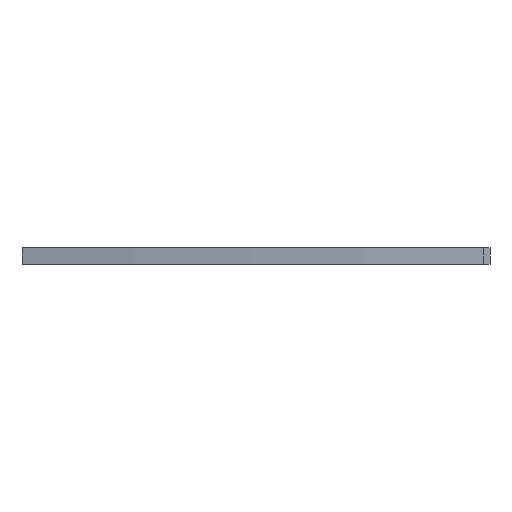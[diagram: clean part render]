
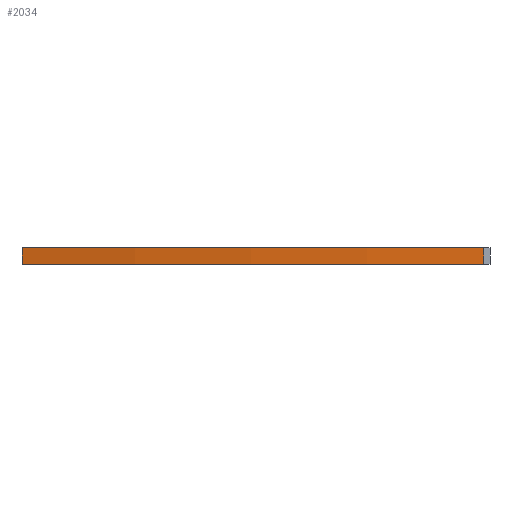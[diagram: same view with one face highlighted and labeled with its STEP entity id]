
A CAD part, left-side view. The second image highlights one B-rep face of the part: STEP entity #2034.
In plain terms, the highlighted cylindrical face has radius 216.1 mm (diameter 432.2 mm), a partial arc.
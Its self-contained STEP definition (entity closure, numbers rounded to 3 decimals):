
#44 = PLANE('',#45);
#45 = AXIS2_PLACEMENT_3D('',#46,#47,#48);
#46 = CARTESIAN_POINT('',(-7.742,30.498,1.1));
#47 = DIRECTION('',(0.,0.,1.));
#48 = DIRECTION('',(-0.28,-0.96,0.));
#100 = PLANE('',#101);
#101 = AXIS2_PLACEMENT_3D('',#102,#103,#104);
#102 = CARTESIAN_POINT('',(-7.742,30.498,-1.1));
#103 = DIRECTION('',(0.,0.,1.));
#104 = DIRECTION('',(-0.28,-0.96,0.));
#413 = VERTEX_POINT('',#414);
#414 = CARTESIAN_POINT('',(-11.134,30.654,1.1));
#428 = PLANE('',#429);
#429 = AXIS2_PLACEMENT_3D('',#430,#431,#432);
#430 = CARTESIAN_POINT('',(4.322,26.146,0.));
#431 = DIRECTION('',(0.28,0.96,0.));
#432 = DIRECTION('',(0.96,-0.28,0.));
#440 = EDGE_CURVE('',#441,#413,#443,.T.);
#441 = VERTEX_POINT('',#442);
#442 = CARTESIAN_POINT('',(-19.778,-29.854,1.1));
#443 = SURFACE_CURVE('',#444,(#449,#460),.PCURVE_S1.);
#444 = CIRCLE('',#445,216.1);
#445 = AXIS2_PLACEMENT_3D('',#446,#447,#448);
#446 = CARTESIAN_POINT('',(196.322,-29.854,1.1));
#447 = DIRECTION('',(0.,0.,-1.));
#448 = DIRECTION('',(-1.,0.,0.));
#449 = PCURVE('',#44,#450);
#450 = DEFINITIONAL_REPRESENTATION('',(#451),#459);
#451 = ( BOUNDED_CURVE() B_SPLINE_CURVE(2,(#452,#453,#454,#455,#456,#457
,#458),.UNSPECIFIED.,.T.,.F.) B_SPLINE_CURVE_WITH_KNOTS((1,2,2,2,2,1),(
    -2.094,0.,2.094,4.189,6.283,
8.378),.UNSPECIFIED.) CURVE() GEOMETRIC_REPRESENTATION_ITEM() 
RATIONAL_B_SPLINE_CURVE((1.,0.5,1.,0.5,1.,0.5,1.)) REPRESENTATION_ITEM(
  '') );
#452 = CARTESIAN_POINT('',(61.308,5.344));
#453 = CARTESIAN_POINT('',(-298.016,-99.459));
#454 = CARTESIAN_POINT('',(-209.116,264.127));
#455 = CARTESIAN_POINT('',(-120.216,627.712));
#456 = CARTESIAN_POINT('',(150.208,368.929));
#457 = CARTESIAN_POINT('',(420.632,110.147));
#458 = CARTESIAN_POINT('',(61.308,5.344));
#459 = ( GEOMETRIC_REPRESENTATION_CONTEXT(2) 
PARAMETRIC_REPRESENTATION_CONTEXT() REPRESENTATION_CONTEXT('2D SPACE',''
  ) );
#460 = PCURVE('',#461,#466);
#461 = CYLINDRICAL_SURFACE('',#462,216.1);
#462 = AXIS2_PLACEMENT_3D('',#463,#464,#465);
#463 = CARTESIAN_POINT('',(196.322,-29.854,-1.1));
#464 = DIRECTION('',(-0.,-0.,1.));
#465 = DIRECTION('',(-1.,0.,0.));
#466 = DEFINITIONAL_REPRESENTATION('',(#467),#471);
#467 = LINE('',#468,#469);
#468 = CARTESIAN_POINT('',(-0.,2.2));
#469 = VECTOR('',#470,1.);
#470 = DIRECTION('',(-1.,0.));
#471 = ( GEOMETRIC_REPRESENTATION_CONTEXT(2) 
PARAMETRIC_REPRESENTATION_CONTEXT() REPRESENTATION_CONTEXT('2D SPACE',''
  ) );
#489 = PLANE('',#490);
#490 = AXIS2_PLACEMENT_3D('',#491,#492,#493);
#491 = CARTESIAN_POINT('',(-3.678,-29.854,0.));
#492 = DIRECTION('',(0.,1.,0.));
#493 = DIRECTION('',(1.,0.,0.));
#1158 = VERTEX_POINT('',#1159);
#1159 = CARTESIAN_POINT('',(-11.134,30.654,-1.1));
#1180 = EDGE_CURVE('',#1181,#1158,#1183,.T.);
#1181 = VERTEX_POINT('',#1182);
#1182 = CARTESIAN_POINT('',(-19.778,-29.854,-1.1));
#1183 = SURFACE_CURVE('',#1184,(#1189,#1200),.PCURVE_S1.);
#1184 = CIRCLE('',#1185,216.1);
#1185 = AXIS2_PLACEMENT_3D('',#1186,#1187,#1188);
#1186 = CARTESIAN_POINT('',(196.322,-29.854,-1.1));
#1187 = DIRECTION('',(0.,0.,-1.));
#1188 = DIRECTION('',(-1.,0.,0.));
#1189 = PCURVE('',#100,#1190);
#1190 = DEFINITIONAL_REPRESENTATION('',(#1191),#1199);
#1191 = ( BOUNDED_CURVE() B_SPLINE_CURVE(2,(#1192,#1193,#1194,#1195,
#1196,#1197,#1198),.UNSPECIFIED.,.T.,.F.) B_SPLINE_CURVE_WITH_KNOTS((1,2
    ,2,2,2,1),(-2.094,0.,2.094,4.189,
6.283,8.378),.UNSPECIFIED.) CURVE() 
GEOMETRIC_REPRESENTATION_ITEM() RATIONAL_B_SPLINE_CURVE((1.,0.5,1.,0.5,
1.,0.5,1.)) REPRESENTATION_ITEM('') );
#1192 = CARTESIAN_POINT('',(61.308,5.344));
#1193 = CARTESIAN_POINT('',(-298.016,-99.459));
#1194 = CARTESIAN_POINT('',(-209.116,264.127));
#1195 = CARTESIAN_POINT('',(-120.216,627.712));
#1196 = CARTESIAN_POINT('',(150.208,368.929));
#1197 = CARTESIAN_POINT('',(420.632,110.147));
#1198 = CARTESIAN_POINT('',(61.308,5.344));
#1199 = ( GEOMETRIC_REPRESENTATION_CONTEXT(2) 
PARAMETRIC_REPRESENTATION_CONTEXT() REPRESENTATION_CONTEXT('2D SPACE',''
  ) );
#1200 = PCURVE('',#461,#1201);
#1201 = DEFINITIONAL_REPRESENTATION('',(#1202),#1206);
#1202 = LINE('',#1203,#1204);
#1203 = CARTESIAN_POINT('',(-0.,0.));
#1204 = VECTOR('',#1205,1.);
#1205 = DIRECTION('',(-1.,0.));
#1206 = ( GEOMETRIC_REPRESENTATION_CONTEXT(2) 
PARAMETRIC_REPRESENTATION_CONTEXT() REPRESENTATION_CONTEXT('2D SPACE',''
  ) );
#2013 = EDGE_CURVE('',#1181,#441,#2014,.T.);
#2014 = SURFACE_CURVE('',#2015,(#2019,#2026),.PCURVE_S1.);
#2015 = LINE('',#2016,#2017);
#2016 = CARTESIAN_POINT('',(-19.778,-29.854,-1.1));
#2017 = VECTOR('',#2018,1.);
#2018 = DIRECTION('',(-0.,-0.,1.));
#2019 = PCURVE('',#489,#2020);
#2020 = DEFINITIONAL_REPRESENTATION('',(#2021),#2025);
#2021 = LINE('',#2022,#2023);
#2022 = CARTESIAN_POINT('',(-16.1,1.1));
#2023 = VECTOR('',#2024,1.);
#2024 = DIRECTION('',(0.,-1.));
#2025 = ( GEOMETRIC_REPRESENTATION_CONTEXT(2) 
PARAMETRIC_REPRESENTATION_CONTEXT() REPRESENTATION_CONTEXT('2D SPACE',''
  ) );
#2026 = PCURVE('',#461,#2027);
#2027 = DEFINITIONAL_REPRESENTATION('',(#2028),#2032);
#2028 = LINE('',#2029,#2030);
#2029 = CARTESIAN_POINT('',(-0.,0.));
#2030 = VECTOR('',#2031,1.);
#2031 = DIRECTION('',(-0.,1.));
#2032 = ( GEOMETRIC_REPRESENTATION_CONTEXT(2) 
PARAMETRIC_REPRESENTATION_CONTEXT() REPRESENTATION_CONTEXT('2D SPACE',''
  ) );
#2034 = ADVANCED_FACE('',(#2035),#461,.T.);
#2035 = FACE_BOUND('',#2036,.F.);
#2036 = EDGE_LOOP('',(#2037,#2038,#2059,#2060));
#2037 = ORIENTED_EDGE('',*,*,#1180,.T.);
#2038 = ORIENTED_EDGE('',*,*,#2039,.T.);
#2039 = EDGE_CURVE('',#1158,#413,#2040,.T.);
#2040 = SURFACE_CURVE('',#2041,(#2045,#2052),.PCURVE_S1.);
#2041 = LINE('',#2042,#2043);
#2042 = CARTESIAN_POINT('',(-11.134,30.654,-1.1));
#2043 = VECTOR('',#2044,1.);
#2044 = DIRECTION('',(-0.,-0.,1.));
#2045 = PCURVE('',#461,#2046);
#2046 = DEFINITIONAL_REPRESENTATION('',(#2047),#2051);
#2047 = LINE('',#2048,#2049);
#2048 = CARTESIAN_POINT('',(-0.284,0.));
#2049 = VECTOR('',#2050,1.);
#2050 = DIRECTION('',(-0.,1.));
#2051 = ( GEOMETRIC_REPRESENTATION_CONTEXT(2) 
PARAMETRIC_REPRESENTATION_CONTEXT() REPRESENTATION_CONTEXT('2D SPACE',''
  ) );
#2052 = PCURVE('',#428,#2053);
#2053 = DEFINITIONAL_REPRESENTATION('',(#2054),#2058);
#2054 = LINE('',#2055,#2056);
#2055 = CARTESIAN_POINT('',(-16.1,1.1));
#2056 = VECTOR('',#2057,1.);
#2057 = DIRECTION('',(0.,-1.));
#2058 = ( GEOMETRIC_REPRESENTATION_CONTEXT(2) 
PARAMETRIC_REPRESENTATION_CONTEXT() REPRESENTATION_CONTEXT('2D SPACE',''
  ) );
#2059 = ORIENTED_EDGE('',*,*,#440,.F.);
#2060 = ORIENTED_EDGE('',*,*,#2013,.F.);
